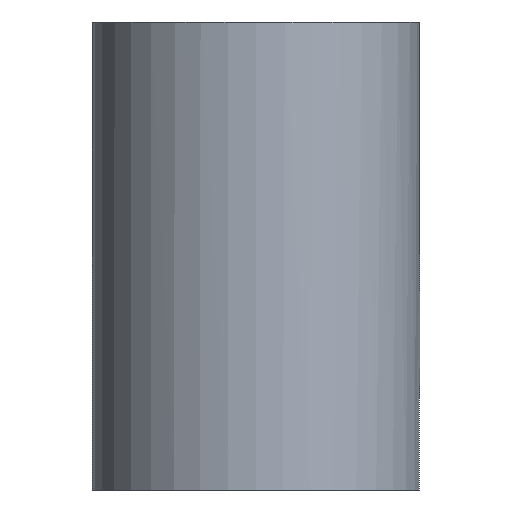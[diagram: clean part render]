
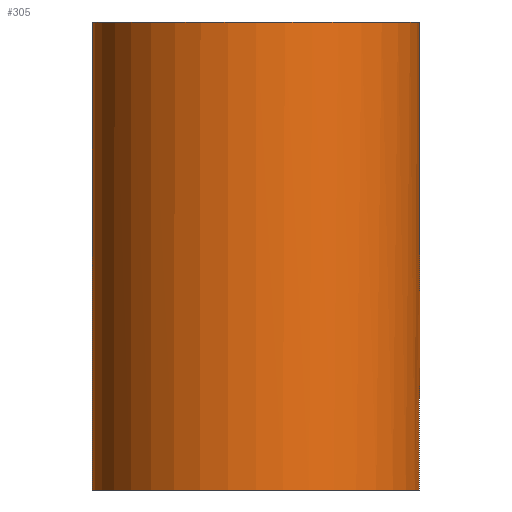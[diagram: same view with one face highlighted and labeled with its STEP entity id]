
A CAD part, left-side view. The second image highlights one B-rep face of the part: STEP entity #305.
In plain terms, the highlighted cylindrical face has radius 3.5 mm (diameter 7 mm), a full revolution.
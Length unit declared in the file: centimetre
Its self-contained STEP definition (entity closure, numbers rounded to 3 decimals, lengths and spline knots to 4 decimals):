
#104=VECTOR('',#349,1.);
#106=VECTOR('',#357,1.);
#123=LINE('',#408,#104);
#125=LINE('',#416,#106);
#143=CYLINDRICAL_SURFACE('',#322,0.35);
#148=VERTEX_POINT('',#403);
#150=VERTEX_POINT('',#407);
#151=VERTEX_POINT('',#409);
#153=VERTEX_POINT('',#415);
#154=VERTEX_POINT('',#417);
#169=CIRCLE('',#318,0.35);
#172=CIRCLE('',#323,0.35);
#173=CIRCLE('',#324,0.35);
#180=EDGE_CURVE('',#148,#148,#169,.T.);
#182=EDGE_CURVE('',#150,#151,#123,.T.);
#185=EDGE_CURVE('',#153,#150,#172,.T.);
#186=EDGE_CURVE('',#153,#154,#125,.T.);
#187=EDGE_CURVE('',#154,#151,#173,.T.);
#215=ORIENTED_EDGE('',*,*,#180,.T.);
#216=ORIENTED_EDGE('',*,*,#182,.F.);
#217=ORIENTED_EDGE('',*,*,#185,.F.);
#218=ORIENTED_EDGE('',*,*,#186,.T.);
#219=ORIENTED_EDGE('',*,*,#187,.T.);
#272=EDGE_LOOP('',(#215));
#273=EDGE_LOOP('',(#216,#217,#218,#219));
#289=FACE_BOUND('',#272,.T.);
#290=FACE_BOUND('',#273,.T.);
#305=ADVANCED_FACE('',(#289,#290),#143,.T.);
#318=AXIS2_PLACEMENT_3D('',#402,#343,#344);
#322=AXIS2_PLACEMENT_3D('',#413,#353,#354);
#323=AXIS2_PLACEMENT_3D('',#414,#355,#356);
#324=AXIS2_PLACEMENT_3D('',#418,#358,#359);
#343=DIRECTION('',(0.,0.,1.));
#344=DIRECTION('',(-0.35,0.,0.));
#349=DIRECTION('',(0.,0.,1.));
#353=DIRECTION('',(0.,0.,1.));
#354=DIRECTION('',(0.35,0.,0.));
#355=DIRECTION('',(0.,0.,1.));
#356=DIRECTION('',(-0.35,0.,0.));
#357=DIRECTION('',(0.,0.,1.));
#358=DIRECTION('',(0.,0.,-1.));
#359=DIRECTION('',(0.35,0.,0.));
#402=CARTESIAN_POINT('',(0.,0.,-0.5));
#403=CARTESIAN_POINT('',(-0.35,0.,-0.5));
#407=CARTESIAN_POINT('',(0.33,-0.1167,0.));
#408=CARTESIAN_POINT('',(0.33,-0.1167,0.));
#409=CARTESIAN_POINT('',(0.33,-0.1167,0.5));
#413=CARTESIAN_POINT('',(0.,0.,0.));
#414=CARTESIAN_POINT('',(0.,0.,0.));
#415=CARTESIAN_POINT('',(0.,-0.35,0.));
#416=CARTESIAN_POINT('',(0.,-0.35,0.));
#417=CARTESIAN_POINT('',(0.,-0.35,0.5));
#418=CARTESIAN_POINT('',(0.,0.,0.5));
